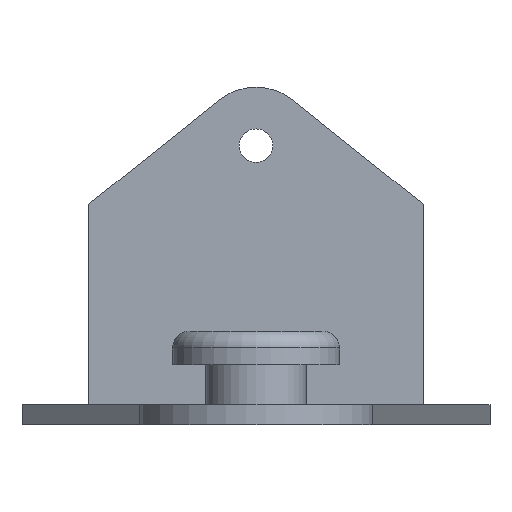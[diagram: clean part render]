
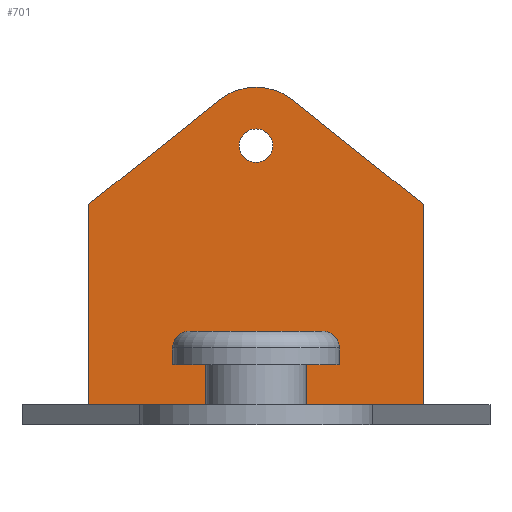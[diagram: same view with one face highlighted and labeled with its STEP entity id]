
A CAD part, left-side view. The second image highlights one B-rep face of the part: STEP entity #701.
In plain terms, the highlighted planar face has unit normal (-1, 0, 0).
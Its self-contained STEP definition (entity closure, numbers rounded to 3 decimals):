
#38=FACE_BOUND('',#157,.T.);
#58=CIRCLE('',#770,0.5);
#59=CIRCLE('',#772,1.75);
#107=FACE_OUTER_BOUND('',#156,.T.);
#156=EDGE_LOOP('',(#557,#558,#559,#560,#561,#562));
#157=EDGE_LOOP('',(#563));
#214=LINE('',#1102,#273);
#216=LINE('',#1110,#275);
#232=LINE('',#1162,#291);
#234=LINE('',#1165,#293);
#239=LINE('',#1179,#298);
#273=VECTOR('',#867,10.);
#275=VECTOR('',#873,10.);
#291=VECTOR('',#929,10.);
#293=VECTOR('',#933,10.);
#298=VECTOR('',#952,10.);
#323=VERTEX_POINT('',#1091);
#328=VERTEX_POINT('',#1100);
#331=VERTEX_POINT('',#1107);
#332=VERTEX_POINT('',#1109);
#344=VERTEX_POINT('',#1149);
#345=VERTEX_POINT('',#1153);
#346=VERTEX_POINT('',#1154);
#393=EDGE_CURVE('',#323,#328,#214,.T.);
#396=EDGE_CURVE('',#331,#332,#216,.T.);
#418=EDGE_CURVE('',#344,#344,#58,.T.);
#419=EDGE_CURVE('',#345,#346,#59,.T.);
#423=EDGE_CURVE('',#346,#332,#232,.T.);
#425=EDGE_CURVE('',#328,#345,#234,.T.);
#432=EDGE_CURVE('',#323,#331,#239,.T.);
#557=ORIENTED_EDGE('',*,*,#432,.F.);
#558=ORIENTED_EDGE('',*,*,#393,.T.);
#559=ORIENTED_EDGE('',*,*,#425,.T.);
#560=ORIENTED_EDGE('',*,*,#419,.T.);
#561=ORIENTED_EDGE('',*,*,#423,.T.);
#562=ORIENTED_EDGE('',*,*,#396,.F.);
#563=ORIENTED_EDGE('',*,*,#418,.T.);
#668=PLANE('',#782);
#701=ADVANCED_FACE('',(#107,#38),#668,.T.);
#770=AXIS2_PLACEMENT_3D('',#1151,#917,#918);
#772=AXIS2_PLACEMENT_3D('',#1155,#921,#922);
#782=AXIS2_PLACEMENT_3D('',#1178,#950,#951);
#867=DIRECTION('',(0.,0.,1.));
#873=DIRECTION('',(0.,0.,1.));
#917=DIRECTION('center_axis',(1.,0.,0.));
#918=DIRECTION('ref_axis',(0.,0.,-1.));
#921=DIRECTION('center_axis',(-1.,0.,0.));
#922=DIRECTION('ref_axis',(0.,0.,1.));
#929=DIRECTION('',(0.,0.782,-0.624));
#933=DIRECTION('',(0.,0.782,0.624));
#950=DIRECTION('center_axis',(-1.,0.,0.));
#951=DIRECTION('ref_axis',(0.,-1.,0.));
#952=DIRECTION('',(0.,1.,0.));
#1091=CARTESIAN_POINT('',(-6.,-5.,0.));
#1100=CARTESIAN_POINT('',(-6.,-5.,6.));
#1102=CARTESIAN_POINT('',(-6.,-5.,0.));
#1107=CARTESIAN_POINT('',(-6.,5.,0.));
#1109=CARTESIAN_POINT('',(-6.,5.,6.));
#1110=CARTESIAN_POINT('',(-6.,5.,0.));
#1149=CARTESIAN_POINT('',(-6.,0.,8.25));
#1151=CARTESIAN_POINT('Origin',(-6.,0.,7.75));
#1153=CARTESIAN_POINT('',(-6.,-1.091,9.118));
#1154=CARTESIAN_POINT('',(-6.,1.091,9.118));
#1155=CARTESIAN_POINT('Origin',(-6.,0.,7.75));
#1162=CARTESIAN_POINT('',(-6.,1.091,9.118));
#1165=CARTESIAN_POINT('',(-6.,-5.,6.));
#1178=CARTESIAN_POINT('Origin',(-6.,5.,0.));
#1179=CARTESIAN_POINT('',(-6.,2.5,0.));
